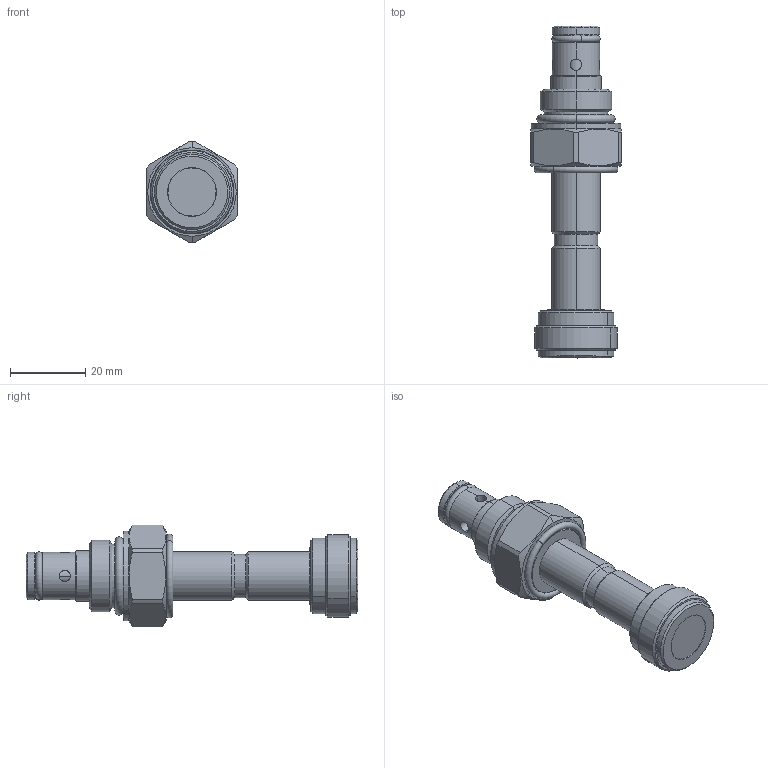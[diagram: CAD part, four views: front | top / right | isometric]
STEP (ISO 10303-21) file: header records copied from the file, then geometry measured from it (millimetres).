
FILE_DESCRIPTION((''),'2;1');
FILE_NAME('DTTAXCN','2024-04-01T10:37:53',('AlainG'),('Sun Hydraulics LLC'),'CREO PARAMETRIC BY PTC INC, 2021072','CREO PARAMETRIC BY PTC INC, 2021072','');
FILE_SCHEMA(('AUTOMOTIVE_DESIGN { 1 0 10303 214 1 1 1 1 }'));
Length unit declared in the file: inch
Products named in the file (1): DTTAXCN
Bounding box: 24 x 88.2 x 27 mm (x, y, z)
Volume: 14966.9 mm3; surface area: 10160.6 mm2
Topology: 2 solids, 2 shells, 201 faces, 443 edges, 265 vertices
Faces by surface type: cylinder 79, cone 58, plane 38, torus 24, bspline 2
Entity records: 19671 total; most frequent: CARTESIAN_POINT 13064, DIRECTION 1063, ORIENTED_EDGE 882, AXIS2_PLACEMENT_3D 454, EDGE_CURVE 441, COLOUR_RGB 277, VERTEX_POINT 265, CIRCLE 246
